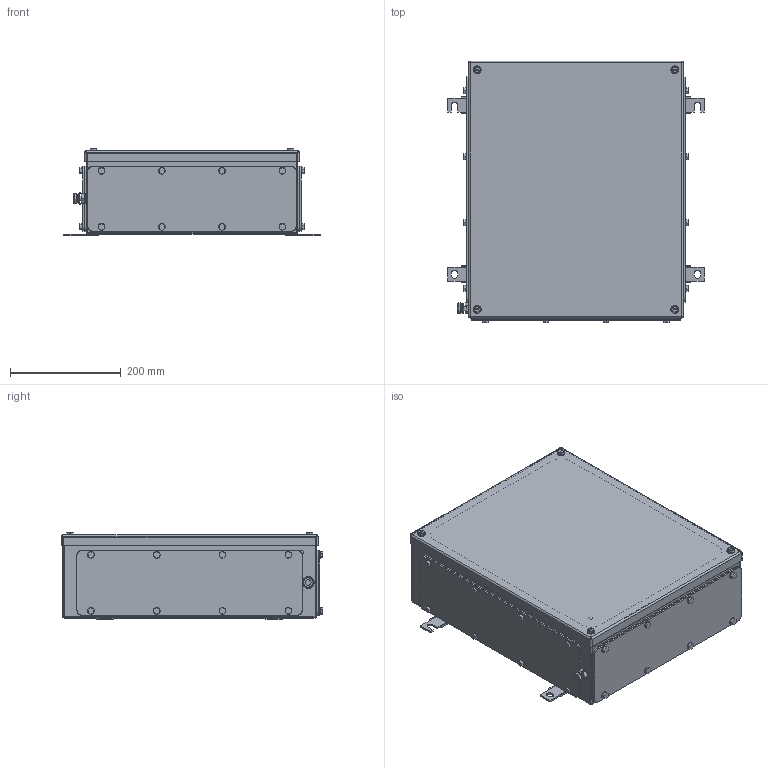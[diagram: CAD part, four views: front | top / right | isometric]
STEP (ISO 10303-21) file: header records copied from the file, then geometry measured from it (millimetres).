
FILE_DESCRIPTION(('CATIA V5 STEP Exchange','CAx-IF Rec.Pracs.--- Model Styling and Organization---1.4--- 2014-01-23'),'2;1');
FILE_NAME ('008652-4_2_1196130000_1196130000.stp','2019-09-25T06:52:40+00:00',('none'),('Weidmueller'),'CATIA Version 5-6 Release 2016 SP3 HF44','CATIA V5 STEP AP214','none');
FILE_SCHEMA(('AUTOMOTIVE_DESIGN { 1 0 10303 214 1 1 1 1 }'));
Length unit declared in the file: millimetre
Products named in the file (1): Product7_AllCATPart
Bounding box: 463 x 471.5 x 158.5 mm (x, y, z)
Volume: 1533060.9 mm3; surface area: 1643189.3 mm2
Topology: 90 solids, 90 shells, 1908 faces, 4344 edges, 2692 vertices
Faces by surface type: cylinder 806, plane 688, cone 368, torus 30, sphere 16
Entity records: 50309 total; most frequent: CARTESIAN_POINT 10262, ORIENTED_EDGE 8528, DIRECTION 6671, EDGE_CURVE 4264, AXIS2_PLACEMENT_3D 3154, VERTEX_POINT 2692, EDGE_LOOP 2272, VECTOR 2182
